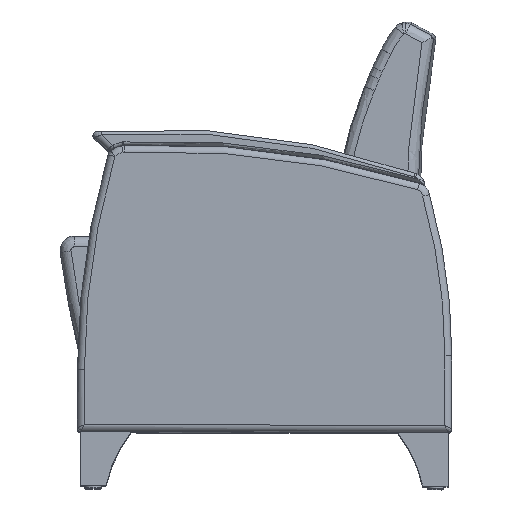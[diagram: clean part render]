
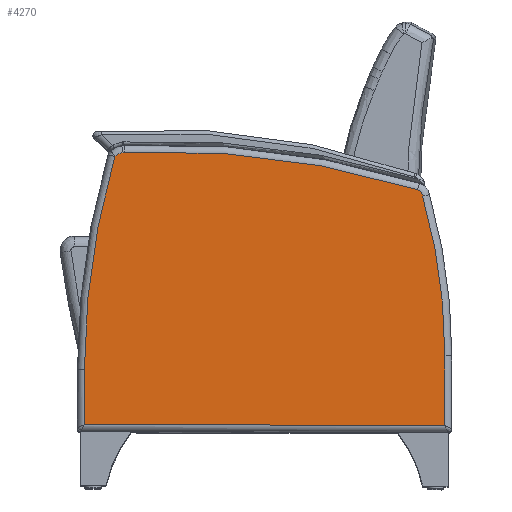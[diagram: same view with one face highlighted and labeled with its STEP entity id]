
A CAD part, top view. The second image highlights one B-rep face of the part: STEP entity #4270.
In plain terms, the highlighted planar face has unit normal (0, 0, 1).
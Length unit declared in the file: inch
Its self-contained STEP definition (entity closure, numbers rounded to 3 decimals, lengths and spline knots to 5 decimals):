
#572=LINE('',#7427,#737);
#573=LINE('',#7444,#738);
#575=LINE('',#7486,#740);
#737=VECTOR('',#5728,0.3937);
#738=VECTOR('',#5737,0.3937);
#740=VECTOR('',#5773,0.3937);
#821=PLANE('',#4784);
#991=FACE_OUTER_BOUND('',#1288,.T.);
#1288=EDGE_LOOP('',(#3421,#3422,#3423,#3424,#3425,#3426,#3427,#3428,#3429,
#3430));
#1568=CIRCLE('',#4750,0.01);
#1572=CIRCLE('',#4756,53.60447);
#1575=CIRCLE('',#4761,1.37874);
#1578=CIRCLE('',#4765,0.51);
#1581=CIRCLE('',#4769,59.51);
#1583=CIRCLE('',#4772,0.51);
#1585=CIRCLE('',#4776,40.34554);
#1922=VERTEX_POINT('',#7258);
#1931=VERTEX_POINT('',#7370);
#1934=VERTEX_POINT('',#7399);
#1935=VERTEX_POINT('',#7400);
#1939=VERTEX_POINT('',#7431);
#1940=VERTEX_POINT('',#7447);
#1942=VERTEX_POINT('',#7453);
#1944=VERTEX_POINT('',#7459);
#1947=VERTEX_POINT('',#7467);
#1948=VERTEX_POINT('',#7484);
#2433=EDGE_CURVE('',#1934,#1935,#1568,.T.);
#2437=EDGE_CURVE('',#1922,#1931,#572,.T.);
#2440=EDGE_CURVE('',#1939,#1934,#1572,.T.);
#2441=EDGE_CURVE('',#1931,#1939,#573,.T.);
#2445=EDGE_CURVE('',#1935,#1940,#1575,.T.);
#2448=EDGE_CURVE('',#1940,#1942,#1578,.T.);
#2451=EDGE_CURVE('',#1942,#1944,#1581,.T.);
#2453=EDGE_CURVE('',#1944,#1947,#1583,.T.);
#2456=EDGE_CURVE('',#1948,#1922,#575,.T.);
#2457=EDGE_CURVE('',#1947,#1948,#1585,.T.);
#3421=ORIENTED_EDGE('',*,*,#2437,.F.);
#3422=ORIENTED_EDGE('',*,*,#2456,.F.);
#3423=ORIENTED_EDGE('',*,*,#2457,.F.);
#3424=ORIENTED_EDGE('',*,*,#2453,.F.);
#3425=ORIENTED_EDGE('',*,*,#2451,.F.);
#3426=ORIENTED_EDGE('',*,*,#2448,.F.);
#3427=ORIENTED_EDGE('',*,*,#2445,.F.);
#3428=ORIENTED_EDGE('',*,*,#2433,.F.);
#3429=ORIENTED_EDGE('',*,*,#2440,.F.);
#3430=ORIENTED_EDGE('',*,*,#2441,.F.);
#4270=ADVANCED_FACE('',(#991),#821,.T.);
#4750=AXIS2_PLACEMENT_3D('',#7401,#5720,#5721);
#4756=AXIS2_PLACEMENT_3D('',#7442,#5733,#5734);
#4761=AXIS2_PLACEMENT_3D('',#7451,#5745,#5746);
#4765=AXIS2_PLACEMENT_3D('',#7457,#5753,#5754);
#4769=AXIS2_PLACEMENT_3D('',#7463,#5761,#5762);
#4772=AXIS2_PLACEMENT_3D('',#7468,#5767,#5768);
#4776=AXIS2_PLACEMENT_3D('',#7488,#5776,#5777);
#4784=AXIS2_PLACEMENT_3D('',#7502,#5795,#5796);
#5720=DIRECTION('center_axis',(0.,0.,-1.));
#5721=DIRECTION('ref_axis',(-0.844,0.537,0.));
#5728=DIRECTION('',(-1.,0.,0.));
#5733=DIRECTION('center_axis',(0.,0.,-1.));
#5734=DIRECTION('ref_axis',(-0.99,0.14,0.));
#5737=DIRECTION('',(0.,1.,0.));
#5745=DIRECTION('center_axis',(0.,0.,-1.));
#5746=DIRECTION('ref_axis',(-0.425,0.905,0.));
#5753=DIRECTION('center_axis',(0.,0.,-1.));
#5754=DIRECTION('ref_axis',(-0.128,0.992,0.));
#5761=DIRECTION('center_axis',(0.,0.,-1.));
#5762=DIRECTION('ref_axis',(0.124,0.992,0.));
#5767=DIRECTION('center_axis',(0.,0.,-1.));
#5768=DIRECTION('ref_axis',(0.761,0.649,0.));
#5773=DIRECTION('',(0.,-1.,0.));
#5776=DIRECTION('center_axis',(0.,0.,-1.));
#5777=DIRECTION('ref_axis',(0.99,0.139,0.));
#5795=DIRECTION('center_axis',(0.,0.,1.));
#5796=DIRECTION('ref_axis',(1.,0.,0.));
#7258=CARTESIAN_POINT('',(10.90024,1.87751,2.75));
#7370=CARTESIAN_POINT('',(-14.26196,1.87751,2.75));
#7399=CARTESIAN_POINT('',(-12.1622,20.60571,2.75));
#7400=CARTESIAN_POINT('',(-12.15843,20.61408,2.75));
#7401=CARTESIAN_POINT('Origin',(-12.15221,20.60625,2.75));
#7427=CARTESIAN_POINT('',(5.3351,1.87751,2.75));
#7431=CARTESIAN_POINT('',(-14.26196,5.72415,2.75));
#7442=CARTESIAN_POINT('Origin',(39.34251,5.74957,2.75));
#7444=CARTESIAN_POINT('',(-14.26196,5.41302,2.75));
#7447=CARTESIAN_POINT('',(-11.58595,20.88307,2.75));
#7451=CARTESIAN_POINT('Origin',(-11.3015,19.534,2.75));
#7453=CARTESIAN_POINT('',(-11.50601,20.89342,2.75));
#7457=CARTESIAN_POINT('Origin',(-11.48073,20.38404,2.75));
#7459=CARTESIAN_POINT('',(8.96825,18.32805,2.75));
#7463=CARTESIAN_POINT('Origin',(-8.55543,-38.54339,2.75));
#7467=CARTESIAN_POINT('',(9.32631,17.88314,2.75));
#7468=CARTESIAN_POINT('Origin',(8.81808,17.84066,2.75));
#7484=CARTESIAN_POINT('',(10.90024,6.72403,2.75));
#7486=CARTESIAN_POINT('',(10.90024,8.58129,2.75));
#7488=CARTESIAN_POINT('Origin',(-29.4453,6.72403,2.75));
#7502=CARTESIAN_POINT('Origin',(-1.61059,10.43854,2.75));
